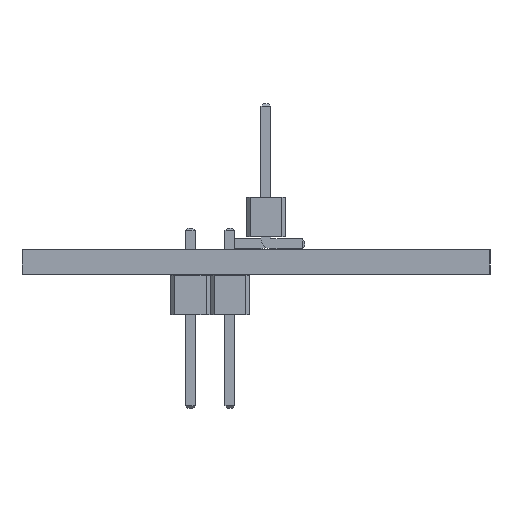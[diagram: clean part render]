
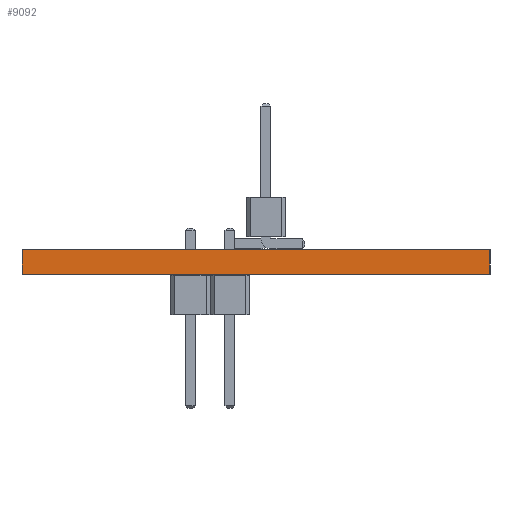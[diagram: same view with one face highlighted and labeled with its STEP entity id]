
A CAD part, left-side view. The second image highlights one B-rep face of the part: STEP entity #9092.
In plain terms, the highlighted planar face has unit normal (-1, 0, 0).
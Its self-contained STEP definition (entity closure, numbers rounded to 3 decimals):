
#8911 = PLANE('',#8912);
#8912 = AXIS2_PLACEMENT_3D('',#8913,#8914,#8915);
#8913 = CARTESIAN_POINT('',(195.076,-101.626,0.));
#8914 = DIRECTION('',(0.,-1.,0.));
#8915 = DIRECTION('',(-1.,0.,0.));
#8936 = VERTEX_POINT('',#8937);
#8937 = CARTESIAN_POINT('',(144.784,-101.626,1.58));
#8951 = PLANE('',#8952);
#8952 = AXIS2_PLACEMENT_3D('',#8953,#8954,#8955);
#8953 = CARTESIAN_POINT('',(169.93,-86.64,1.58));
#8954 = DIRECTION('',(-0.,-0.,-1.));
#8955 = DIRECTION('',(-1.,0.,0.));
#8963 = EDGE_CURVE('',#8964,#8936,#8966,.T.);
#8964 = VERTEX_POINT('',#8965);
#8965 = CARTESIAN_POINT('',(144.784,-101.626,0.));
#8966 = SURFACE_CURVE('',#8967,(#8971,#8978),.PCURVE_S1.);
#8967 = LINE('',#8968,#8969);
#8968 = CARTESIAN_POINT('',(144.784,-101.626,0.));
#8969 = VECTOR('',#8970,1.);
#8970 = DIRECTION('',(0.,0.,1.));
#8971 = PCURVE('',#8911,#8972);
#8972 = DEFINITIONAL_REPRESENTATION('',(#8973),#8977);
#8973 = LINE('',#8974,#8975);
#8974 = CARTESIAN_POINT('',(50.292,0.));
#8975 = VECTOR('',#8976,1.);
#8976 = DIRECTION('',(0.,-1.));
#8977 = ( GEOMETRIC_REPRESENTATION_CONTEXT(2) 
PARAMETRIC_REPRESENTATION_CONTEXT() REPRESENTATION_CONTEXT('2D SPACE',''
  ) );
#8978 = PCURVE('',#8979,#8984);
#8979 = PLANE('',#8980);
#8980 = AXIS2_PLACEMENT_3D('',#8981,#8982,#8983);
#8981 = CARTESIAN_POINT('',(144.784,-101.626,0.));
#8982 = DIRECTION('',(-1.,0.,0.));
#8983 = DIRECTION('',(0.,1.,0.));
#8984 = DEFINITIONAL_REPRESENTATION('',(#8985),#8989);
#8985 = LINE('',#8986,#8987);
#8986 = CARTESIAN_POINT('',(0.,0.));
#8987 = VECTOR('',#8988,1.);
#8988 = DIRECTION('',(0.,-1.));
#8989 = ( GEOMETRIC_REPRESENTATION_CONTEXT(2) 
PARAMETRIC_REPRESENTATION_CONTEXT() REPRESENTATION_CONTEXT('2D SPACE',''
  ) );
#9005 = PLANE('',#9006);
#9006 = AXIS2_PLACEMENT_3D('',#9007,#9008,#9009);
#9007 = CARTESIAN_POINT('',(169.93,-86.64,0.));
#9008 = DIRECTION('',(-0.,-0.,-1.));
#9009 = DIRECTION('',(-1.,0.,0.));
#9038 = PLANE('',#9039);
#9039 = AXIS2_PLACEMENT_3D('',#9040,#9041,#9042);
#9040 = CARTESIAN_POINT('',(144.784,-71.654,0.));
#9041 = DIRECTION('',(0.,1.,0.));
#9042 = DIRECTION('',(1.,0.,0.));
#9092 = ADVANCED_FACE('',(#9093),#8979,.T.);
#9093 = FACE_BOUND('',#9094,.T.);
#9094 = EDGE_LOOP('',(#9095,#9096,#9119,#9142));
#9095 = ORIENTED_EDGE('',*,*,#8963,.T.);
#9096 = ORIENTED_EDGE('',*,*,#9097,.T.);
#9097 = EDGE_CURVE('',#8936,#9098,#9100,.T.);
#9098 = VERTEX_POINT('',#9099);
#9099 = CARTESIAN_POINT('',(144.784,-71.654,1.58));
#9100 = SURFACE_CURVE('',#9101,(#9105,#9112),.PCURVE_S1.);
#9101 = LINE('',#9102,#9103);
#9102 = CARTESIAN_POINT('',(144.784,-101.626,1.58));
#9103 = VECTOR('',#9104,1.);
#9104 = DIRECTION('',(0.,1.,0.));
#9105 = PCURVE('',#8979,#9106);
#9106 = DEFINITIONAL_REPRESENTATION('',(#9107),#9111);
#9107 = LINE('',#9108,#9109);
#9108 = CARTESIAN_POINT('',(0.,-1.58));
#9109 = VECTOR('',#9110,1.);
#9110 = DIRECTION('',(1.,0.));
#9111 = ( GEOMETRIC_REPRESENTATION_CONTEXT(2) 
PARAMETRIC_REPRESENTATION_CONTEXT() REPRESENTATION_CONTEXT('2D SPACE',''
  ) );
#9112 = PCURVE('',#8951,#9113);
#9113 = DEFINITIONAL_REPRESENTATION('',(#9114),#9118);
#9114 = LINE('',#9115,#9116);
#9115 = CARTESIAN_POINT('',(25.146,-14.986));
#9116 = VECTOR('',#9117,1.);
#9117 = DIRECTION('',(0.,1.));
#9118 = ( GEOMETRIC_REPRESENTATION_CONTEXT(2) 
PARAMETRIC_REPRESENTATION_CONTEXT() REPRESENTATION_CONTEXT('2D SPACE',''
  ) );
#9119 = ORIENTED_EDGE('',*,*,#9120,.F.);
#9120 = EDGE_CURVE('',#9121,#9098,#9123,.T.);
#9121 = VERTEX_POINT('',#9122);
#9122 = CARTESIAN_POINT('',(144.784,-71.654,0.));
#9123 = SURFACE_CURVE('',#9124,(#9128,#9135),.PCURVE_S1.);
#9124 = LINE('',#9125,#9126);
#9125 = CARTESIAN_POINT('',(144.784,-71.654,0.));
#9126 = VECTOR('',#9127,1.);
#9127 = DIRECTION('',(0.,0.,1.));
#9128 = PCURVE('',#8979,#9129);
#9129 = DEFINITIONAL_REPRESENTATION('',(#9130),#9134);
#9130 = LINE('',#9131,#9132);
#9131 = CARTESIAN_POINT('',(29.972,0.));
#9132 = VECTOR('',#9133,1.);
#9133 = DIRECTION('',(0.,-1.));
#9134 = ( GEOMETRIC_REPRESENTATION_CONTEXT(2) 
PARAMETRIC_REPRESENTATION_CONTEXT() REPRESENTATION_CONTEXT('2D SPACE',''
  ) );
#9135 = PCURVE('',#9038,#9136);
#9136 = DEFINITIONAL_REPRESENTATION('',(#9137),#9141);
#9137 = LINE('',#9138,#9139);
#9138 = CARTESIAN_POINT('',(0.,0.));
#9139 = VECTOR('',#9140,1.);
#9140 = DIRECTION('',(0.,-1.));
#9141 = ( GEOMETRIC_REPRESENTATION_CONTEXT(2) 
PARAMETRIC_REPRESENTATION_CONTEXT() REPRESENTATION_CONTEXT('2D SPACE',''
  ) );
#9142 = ORIENTED_EDGE('',*,*,#9143,.F.);
#9143 = EDGE_CURVE('',#8964,#9121,#9144,.T.);
#9144 = SURFACE_CURVE('',#9145,(#9149,#9156),.PCURVE_S1.);
#9145 = LINE('',#9146,#9147);
#9146 = CARTESIAN_POINT('',(144.784,-101.626,0.));
#9147 = VECTOR('',#9148,1.);
#9148 = DIRECTION('',(0.,1.,0.));
#9149 = PCURVE('',#8979,#9150);
#9150 = DEFINITIONAL_REPRESENTATION('',(#9151),#9155);
#9151 = LINE('',#9152,#9153);
#9152 = CARTESIAN_POINT('',(0.,0.));
#9153 = VECTOR('',#9154,1.);
#9154 = DIRECTION('',(1.,0.));
#9155 = ( GEOMETRIC_REPRESENTATION_CONTEXT(2) 
PARAMETRIC_REPRESENTATION_CONTEXT() REPRESENTATION_CONTEXT('2D SPACE',''
  ) );
#9156 = PCURVE('',#9005,#9157);
#9157 = DEFINITIONAL_REPRESENTATION('',(#9158),#9162);
#9158 = LINE('',#9159,#9160);
#9159 = CARTESIAN_POINT('',(25.146,-14.986));
#9160 = VECTOR('',#9161,1.);
#9161 = DIRECTION('',(0.,1.));
#9162 = ( GEOMETRIC_REPRESENTATION_CONTEXT(2) 
PARAMETRIC_REPRESENTATION_CONTEXT() REPRESENTATION_CONTEXT('2D SPACE',''
  ) );
